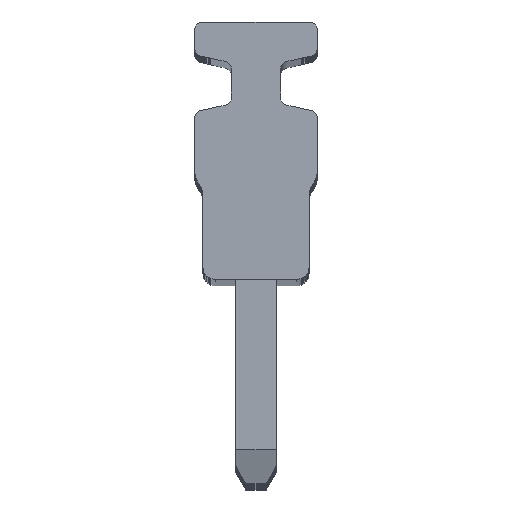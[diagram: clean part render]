
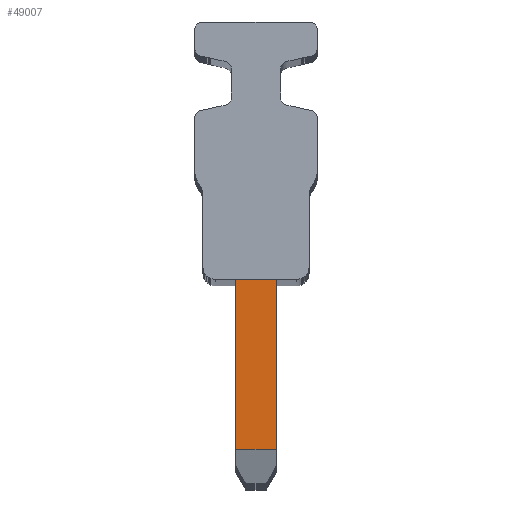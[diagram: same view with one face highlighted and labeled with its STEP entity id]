
A CAD part, top view. The second image highlights one B-rep face of the part: STEP entity #49007.
In plain terms, the highlighted planar face has unit normal (0, 0, 1).
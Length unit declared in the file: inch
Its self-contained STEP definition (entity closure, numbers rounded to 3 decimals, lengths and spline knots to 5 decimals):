
#1250 = AXIS2_PLACEMENT_3D ( 'NONE', #47115, #56168, #18781 ) ;
#9510 = VERTEX_POINT ( 'NONE', #37594 ) ;
#12142 = EDGE_CURVE ( 'NONE', #9510, #20393, #40279, .T. ) ;
#12428 = CARTESIAN_POINT ( 'NONE',  ( -0.0752, -0.13694, 5.44488 ) ) ;
#12590 = EDGE_CURVE ( 'NONE', #51799, #9510, #46699, .T. ) ;
#13463 = ORIENTED_EDGE ( 'NONE', *, *, #21583, .T. ) ;
#15577 = DIRECTION ( 'NONE',  ( 0., -1., 0. ) ) ;
#16646 = ORIENTED_EDGE ( 'NONE', *, *, #12590, .T. ) ;
#17491 = DIRECTION ( 'NONE',  ( 1., 0., 0. ) ) ;
#18539 = VERTEX_POINT ( 'NONE', #59317 ) ;
#18781 = DIRECTION ( 'NONE',  ( 1., 0., 0. ) ) ;
#19161 = VECTOR ( 'NONE', #31196, 39.37008 ) ;
#19640 = ORIENTED_EDGE ( 'NONE', *, *, #12142, .T. ) ;
#20393 = VERTEX_POINT ( 'NONE', #32220 ) ;
#21583 = EDGE_CURVE ( 'NONE', #20393, #18539, #38829, .T. ) ;
#23668 = PLANE ( 'NONE',  #1250 ) ;
#24753 = ORIENTED_EDGE ( 'NONE', *, *, #33878, .T. ) ;
#26368 = VECTOR ( 'NONE', #46950, 39.37008 ) ;
#27539 = FACE_OUTER_BOUND ( 'NONE', #59252, .T. ) ;
#31196 = DIRECTION ( 'NONE',  ( 0., 1., 0. ) ) ;
#32027 = LINE ( 'NONE', #34897, #48104 ) ;
#32220 = CARTESIAN_POINT ( 'NONE',  ( -0.03583, 0.16526, 5.44488 ) ) ;
#33878 = EDGE_CURVE ( 'NONE', #18539, #51799, #32027, .T. ) ;
#34897 = CARTESIAN_POINT ( 'NONE',  ( -0.0752, 0.16526, 5.44488 ) ) ;
#37594 = CARTESIAN_POINT ( 'NONE',  ( -0.03583, -0.13694, 5.44488 ) ) ;
#38829 = LINE ( 'NONE', #51259, #26368 ) ;
#40279 = LINE ( 'NONE', #53754, #19161 ) ;
#46699 = LINE ( 'NONE', #12428, #47399 ) ;
#46950 = DIRECTION ( 'NONE',  ( -1., 0., 0. ) ) ;
#47115 = CARTESIAN_POINT ( 'NONE',  ( -0.0752, 0.16526, 5.44488 ) ) ;
#47399 = VECTOR ( 'NONE', #17491, 39.37008 ) ;
#48104 = VECTOR ( 'NONE', #15577, 39.37008 ) ;
#49007 = ADVANCED_FACE ( 'NONE', ( #27539 ), #23668, .T. ) ;
#51259 = CARTESIAN_POINT ( 'NONE',  ( -0.03583, 0.16526, 5.44488 ) ) ;
#51799 = VERTEX_POINT ( 'NONE', #53600 ) ;
#53600 = CARTESIAN_POINT ( 'NONE',  ( -0.0752, -0.13694, 5.44488 ) ) ;
#53754 = CARTESIAN_POINT ( 'NONE',  ( -0.03583, 0.16526, 5.44488 ) ) ;
#56168 = DIRECTION ( 'NONE',  ( 0., 0., 1. ) ) ;
#59252 = EDGE_LOOP ( 'NONE', ( #19640, #13463, #24753, #16646 ) ) ;
#59317 = CARTESIAN_POINT ( 'NONE',  ( -0.0752, 0.16526, 5.44488 ) ) ;
